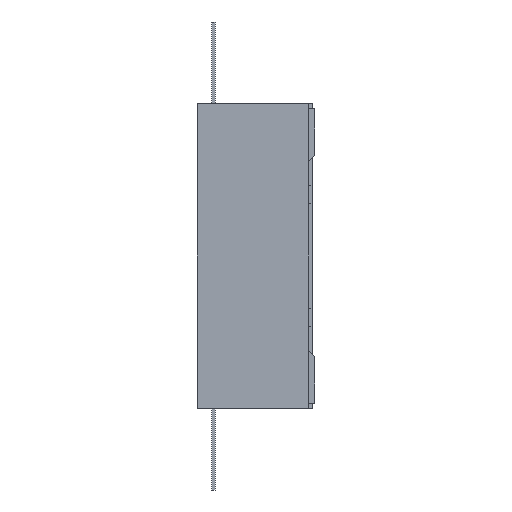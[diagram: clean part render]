
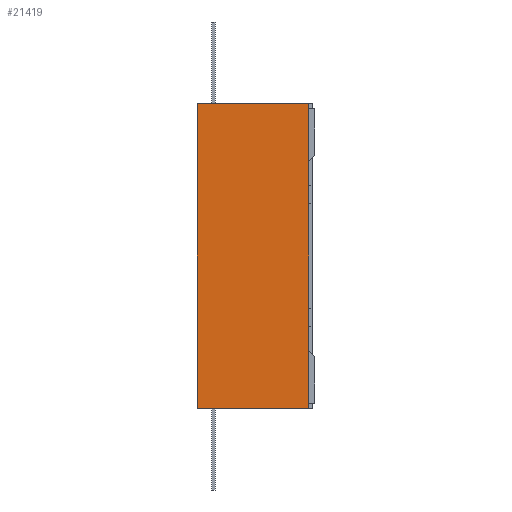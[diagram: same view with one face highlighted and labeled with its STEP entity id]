
A CAD part, left-side view. The second image highlights one B-rep face of the part: STEP entity #21419.
In plain terms, the highlighted planar face has unit normal (-1, 0, 0).
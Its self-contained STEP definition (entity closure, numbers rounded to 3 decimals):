
#2619=DIRECTION('',(0.,-1.,0.));
#2620=VECTOR('',#2619,0.95);
#2621=CARTESIAN_POINT('',(-4.75,0.49,1.3));
#2622=LINE('',#2621,#2620);
#3119=DIRECTION('',(0.,-1.,0.));
#3120=VECTOR('',#3119,0.95);
#3121=CARTESIAN_POINT('',(-4.75,0.49,-1.3));
#3122=LINE('',#3121,#3120);
#6293=DIRECTION('',(0.,0.,1.));
#6294=VECTOR('',#6293,2.6);
#6295=CARTESIAN_POINT('',(-4.75,-0.46,-1.3));
#6296=LINE('',#6295,#6294);
#6297=DIRECTION('',(0.,0.,1.));
#6298=VECTOR('',#6297,2.6);
#6299=CARTESIAN_POINT('',(-4.75,0.49,-1.3));
#6300=LINE('',#6299,#6298);
#11221=CARTESIAN_POINT('',(-4.75,0.49,-1.3));
#11222=CARTESIAN_POINT('',(-4.75,0.49,1.3));
#11223=VERTEX_POINT('',#11221);
#11224=VERTEX_POINT('',#11222);
#11719=CARTESIAN_POINT('',(-4.75,-0.46,-1.3));
#11720=CARTESIAN_POINT('',(-4.75,-0.46,1.3));
#11721=VERTEX_POINT('',#11719);
#11722=VERTEX_POINT('',#11720);
#21408=CARTESIAN_POINT('',(-4.75,0.49,-1.3));
#21409=DIRECTION('',(-1.,0.,0.));
#21410=DIRECTION('',(0.,-1.,0.));
#21411=AXIS2_PLACEMENT_3D('',#21408,#21409,#21410);
#21412=PLANE('',#21411);
#21413=ORIENTED_EDGE('',*,*,#16784,.F.);
#21414=ORIENTED_EDGE('',*,*,#17554,.F.);
#21415=ORIENTED_EDGE('',*,*,#20516,.T.);
#21416=ORIENTED_EDGE('',*,*,#16864,.T.);
#21417=EDGE_LOOP('',(#21413,#21414,#21415,#21416));
#21418=FACE_OUTER_BOUND('',#21417,.F.);
#21419=ADVANCED_FACE('',(#21418),#21412,.T.);
#16784=EDGE_CURVE('',#11721,#11722,#6296,.T.);
#16864=EDGE_CURVE('',#11224,#11722,#2622,.T.);
#17554=EDGE_CURVE('',#11223,#11721,#3122,.T.);
#20516=EDGE_CURVE('',#11223,#11224,#6300,.T.);
